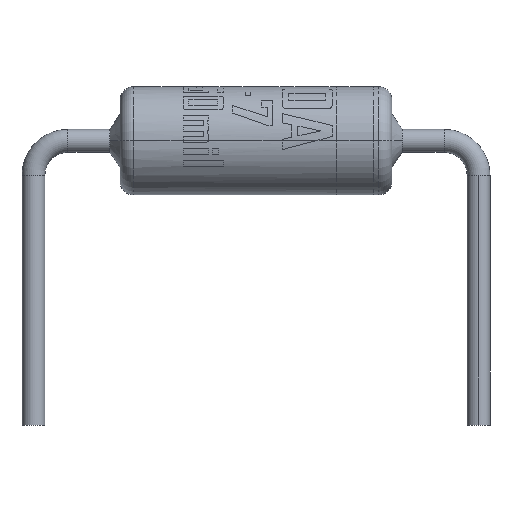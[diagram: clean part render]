
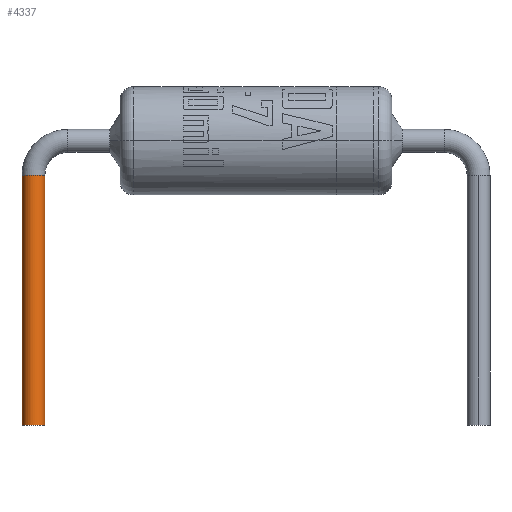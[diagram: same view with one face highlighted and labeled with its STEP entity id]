
A CAD part, top view. The second image highlights one B-rep face of the part: STEP entity #4337.
In plain terms, the highlighted cylindrical face has radius 0.229 mm (diameter 0.458 mm), a partial arc.
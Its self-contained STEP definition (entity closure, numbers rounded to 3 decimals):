
#135 = DIRECTION ( 'NONE',  ( 0., 0., -1. ) ) ;
#147 = EDGE_LOOP ( 'NONE', ( #4140, #3252, #2327, #4340 ) ) ;
#220 = EDGE_CURVE ( 'NONE', #4353, #2204, #3527, .T. ) ;
#232 = DIRECTION ( 'NONE',  ( 1., 0., 0. ) ) ;
#290 = LINE ( 'NONE', #4281, #3422 ) ;
#349 = CARTESIAN_POINT ( 'NONE',  ( 0.229, -3.6, 0. ) ) ;
#650 = DIRECTION ( 'NONE',  ( 0., -1., 0. ) ) ;
#701 = CYLINDRICAL_SURFACE ( 'NONE', #1333, 0.229 ) ;
#770 = VECTOR ( 'NONE', #3706, 1000. ) ;
#798 = CIRCLE ( 'NONE', #1119, 0.229 ) ;
#901 = CARTESIAN_POINT ( 'NONE',  ( 0., 1.393, 0. ) ) ;
#1119 = AXIS2_PLACEMENT_3D ( 'NONE', #2957, #3353, #4407 ) ;
#1333 = AXIS2_PLACEMENT_3D ( 'NONE', #901, #3090, #232 ) ;
#1429 = EDGE_CURVE ( 'NONE', #2163, #3813, #798, .T. ) ;
#1467 = CARTESIAN_POINT ( 'NONE',  ( 0.229, 1.393, 0. ) ) ;
#1511 = CARTESIAN_POINT ( 'NONE',  ( -0.229, 1.393, 0. ) ) ;
#2163 = VERTEX_POINT ( 'NONE', #1511 ) ;
#2174 = AXIS2_PLACEMENT_3D ( 'NONE', #3027, #3772, #135 ) ;
#2204 = VERTEX_POINT ( 'NONE', #349 ) ;
#2327 = ORIENTED_EDGE ( 'NONE', *, *, #220, .T. ) ;
#2700 = EDGE_CURVE ( 'NONE', #2163, #4353, #290, .T. ) ;
#2957 = CARTESIAN_POINT ( 'NONE',  ( 0., 1.393, 0. ) ) ;
#3027 = CARTESIAN_POINT ( 'NONE',  ( 0., -3.6, 0. ) ) ;
#3084 = CARTESIAN_POINT ( 'NONE',  ( 0.229, 1.393, 0. ) ) ;
#3090 = DIRECTION ( 'NONE',  ( 0., -1., 0. ) ) ;
#3252 = ORIENTED_EDGE ( 'NONE', *, *, #2700, .T. ) ;
#3316 = EDGE_CURVE ( 'NONE', #3813, #2204, #4456, .T. ) ;
#3353 = DIRECTION ( 'NONE',  ( 0., 1., 0. ) ) ;
#3422 = VECTOR ( 'NONE', #650, 1000. ) ;
#3499 = CARTESIAN_POINT ( 'NONE',  ( -0.229, -3.6, 0. ) ) ;
#3527 = CIRCLE ( 'NONE', #2174, 0.229 ) ;
#3706 = DIRECTION ( 'NONE',  ( 0., -1., 0. ) ) ;
#3772 = DIRECTION ( 'NONE',  ( 0., 1., 0. ) ) ;
#3813 = VERTEX_POINT ( 'NONE', #3084 ) ;
#4140 = ORIENTED_EDGE ( 'NONE', *, *, #1429, .F. ) ;
#4281 = CARTESIAN_POINT ( 'NONE',  ( -0.229, 1.393, 0. ) ) ;
#4337 = ADVANCED_FACE ( 'NONE', ( #4677 ), #701, .T. ) ;
#4340 = ORIENTED_EDGE ( 'NONE', *, *, #3316, .F. ) ;
#4353 = VERTEX_POINT ( 'NONE', #3499 ) ;
#4407 = DIRECTION ( 'NONE',  ( 0., 0., -1. ) ) ;
#4456 = LINE ( 'NONE', #1467, #770 ) ;
#4677 = FACE_OUTER_BOUND ( 'NONE', #147, .T. ) ;
